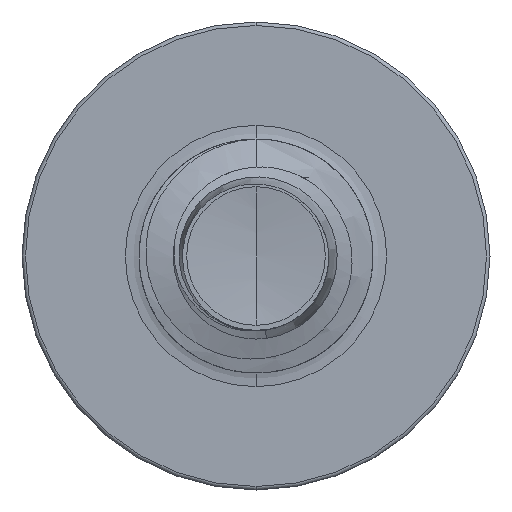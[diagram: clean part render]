
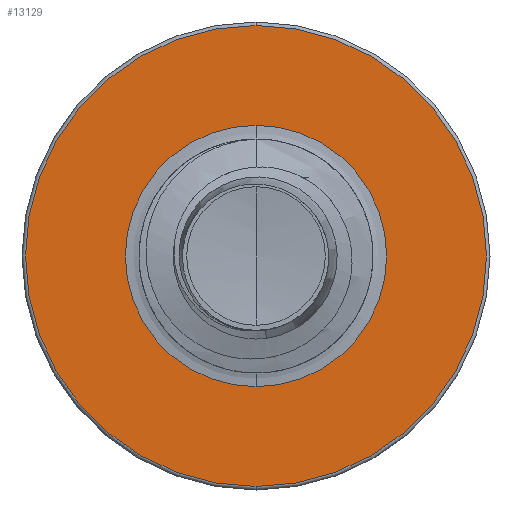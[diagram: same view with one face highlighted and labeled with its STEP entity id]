
A CAD part, front view. The second image highlights one B-rep face of the part: STEP entity #13129.
In plain terms, the highlighted planar face has unit normal (0, -1, 0).
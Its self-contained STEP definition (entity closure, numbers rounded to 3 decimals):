
#1112 = ORIENTED_EDGE ( 'NONE', *, *, #18193, .T. ) ;
#1136 = EDGE_LOOP ( 'NONE', ( #6123, #16235 ) ) ;
#1188 = FACE_OUTER_BOUND ( 'NONE', #1136, .T. ) ;
#2552 = CARTESIAN_POINT ( 'NONE',  ( 0., 4., -0.558 ) ) ;
#2727 = DIRECTION ( 'NONE',  ( 0., 1., 0. ) ) ;
#3405 = AXIS2_PLACEMENT_3D ( 'NONE', #8735, #8708, #8693 ) ;
#3678 = AXIS2_PLACEMENT_3D ( 'NONE', #4063, #4037, #4017 ) ;
#4017 = DIRECTION ( 'NONE',  ( 0., 0., 1. ) ) ;
#4037 = DIRECTION ( 'NONE',  ( 0., 1., 0. ) ) ;
#4063 = CARTESIAN_POINT ( 'NONE',  ( 0., 4., 0. ) ) ;
#4464 = EDGE_CURVE ( 'NONE', #17771, #14884, #15583, .T. ) ;
#4503 = CARTESIAN_POINT ( 'NONE',  ( 0., 4., 0. ) ) ;
#5791 = AXIS2_PLACEMENT_3D ( 'NONE', #4503, #15224, #6154 ) ;
#6123 = ORIENTED_EDGE ( 'NONE', *, *, #11200, .F. ) ;
#6127 = CARTESIAN_POINT ( 'NONE',  ( 0., 4., -0.558 ) ) ;
#6154 = DIRECTION ( 'NONE',  ( 0., 0., 1. ) ) ;
#6422 = CIRCLE ( 'NONE', #5791, 0.985 ) ;
#6443 = CIRCLE ( 'NONE', #3678, 0.558 ) ;
#7101 = EDGE_CURVE ( 'NONE', #9383, #9066, #6443, .T. ) ;
#8693 = DIRECTION ( 'NONE',  ( 0., 0., 1. ) ) ;
#8708 = DIRECTION ( 'NONE',  ( 0., 1., 0. ) ) ;
#8735 = CARTESIAN_POINT ( 'NONE',  ( 0., 4., 0. ) ) ;
#9066 = VERTEX_POINT ( 'NONE', #12406 ) ;
#9174 = CIRCLE ( 'NONE', #11290, 0.558 ) ;
#9383 = VERTEX_POINT ( 'NONE', #6127 ) ;
#9567 = PLANE ( 'NONE',  #16382 ) ;
#11123 = DIRECTION ( 'NONE',  ( 0., 0., 1. ) ) ;
#11200 = EDGE_CURVE ( 'NONE', #14884, #17771, #6422, .T. ) ;
#11290 = AXIS2_PLACEMENT_3D ( 'NONE', #12401, #2727, #13837 ) ;
#12401 = CARTESIAN_POINT ( 'NONE',  ( 0., 4., 0. ) ) ;
#12406 = CARTESIAN_POINT ( 'NONE',  ( 0., 4., 0.558 ) ) ;
#13129 = ADVANCED_FACE ( 'NONE', ( #1188, #16570 ), #9567, .F. ) ;
#13837 = DIRECTION ( 'NONE',  ( 0., 0., 1. ) ) ;
#14884 = VERTEX_POINT ( 'NONE', #15463 ) ;
#15224 = DIRECTION ( 'NONE',  ( 0., 1., 0. ) ) ;
#15463 = CARTESIAN_POINT ( 'NONE',  ( 0., 4., 0.985 ) ) ;
#15583 = CIRCLE ( 'NONE', #3405, 0.985 ) ;
#15992 = ORIENTED_EDGE ( 'NONE', *, *, #7101, .T. ) ;
#16235 = ORIENTED_EDGE ( 'NONE', *, *, #4464, .F. ) ;
#16382 = AXIS2_PLACEMENT_3D ( 'NONE', #2552, #19654, #11123 ) ;
#16570 = FACE_BOUND ( 'NONE', #19732, .T. ) ;
#17443 = CARTESIAN_POINT ( 'NONE',  ( 0., 4., -0.985 ) ) ;
#17771 = VERTEX_POINT ( 'NONE', #17443 ) ;
#18193 = EDGE_CURVE ( 'NONE', #9066, #9383, #9174, .T. ) ;
#19654 = DIRECTION ( 'NONE',  ( 0., 1., 0. ) ) ;
#19732 = EDGE_LOOP ( 'NONE', ( #1112, #15992 ) ) ;
